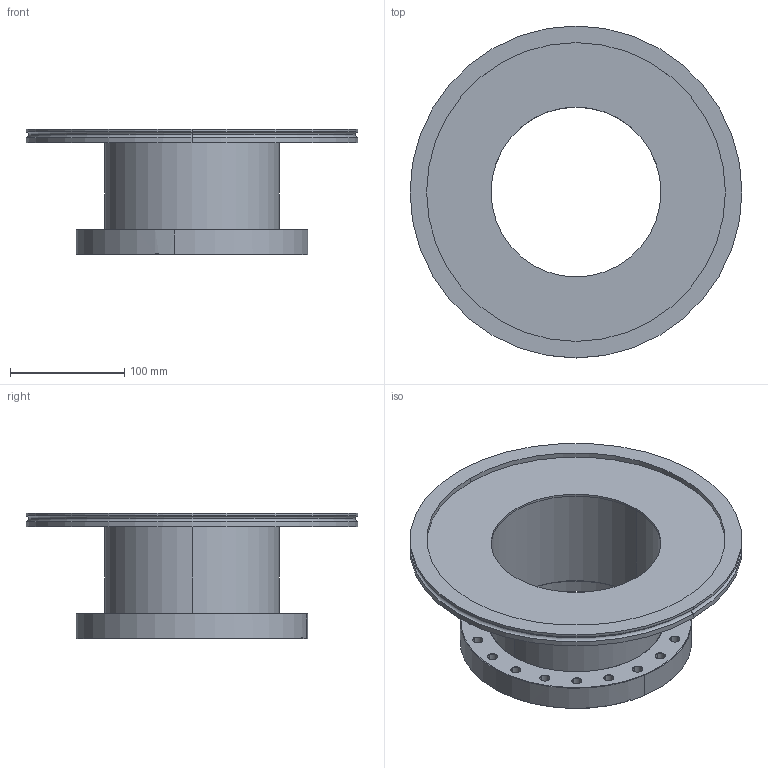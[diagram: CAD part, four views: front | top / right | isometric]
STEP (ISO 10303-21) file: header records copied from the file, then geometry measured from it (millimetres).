
FILE_DESCRIPTION (( 'STEP AP214' ), '1' );
FILE_NAME ('Hositrad_CFA150-ISO250.STEP', '2017-05-12T07:16:27', ( 'Gebruiker' ), ( '' ), 'SwSTEP 2.0', 'SolidWorks 2017', '' );
FILE_SCHEMA (( 'AUTOMOTIVE_DESIGN' ));
Length unit declared in the file: millimetre
Products named in the file (4): Hositrad_CFA150-ISO250; ISO250-150; CF-To-ISO-Adaptors-All_CFA150-ISO250; NW150CF-Weld_CF150-152
Assembly tree (3 placements, depth 2):
  Hositrad_CFA150-ISO250
    CF-To-ISO-Adaptors-All_CFA150-ISO250
    ISO250-150
    NW150CF-Weld_CF150-152
Bounding box: 290 x 290 x 110 mm (x, y, z)
Volume: 778745.9 mm3; surface area: 271281.1 mm2
Topology: 3 solids, 3 shells, 182 faces, 416 edges, 245 vertices
Faces by surface type: cone 93, cylinder 66, plane 19, torus 4
Entity records: 5373 total; most frequent: DIRECTION 1027, CARTESIAN_POINT 861, ORIENTED_EDGE 832, AXIS2_PLACEMENT_3D 427, EDGE_CURVE 416, VERTEX_POINT 245, CIRCLE 239, EDGE_LOOP 233
